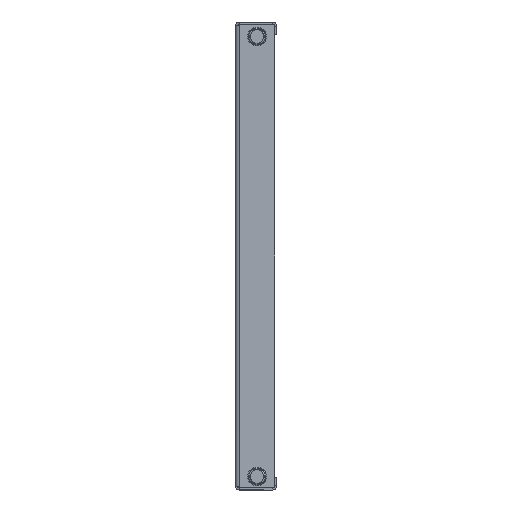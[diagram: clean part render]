
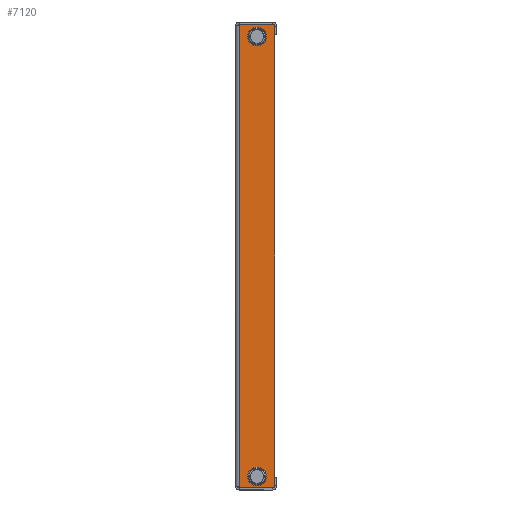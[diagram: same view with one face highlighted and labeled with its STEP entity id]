
A CAD part, left-side view. The second image highlights one B-rep face of the part: STEP entity #7120.
In plain terms, the highlighted planar face has unit normal (-1, 0, 0).
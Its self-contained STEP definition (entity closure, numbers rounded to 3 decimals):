
#104 = DIRECTION ( 'NONE',  ( 0., 1., 0. ) ) ;
#168 = CIRCLE ( 'NONE', #8954, 4.5 ) ;
#388 = DIRECTION ( 'NONE',  ( 1., 0., 0. ) ) ;
#451 = VERTEX_POINT ( 'NONE', #14949 ) ;
#515 = CARTESIAN_POINT ( 'NONE',  ( -247.5, -38., 224.5 ) ) ;
#964 = DIRECTION ( 'NONE',  ( 0., -1., 0. ) ) ;
#1371 = DIRECTION ( 'NONE',  ( 0., -1., 0. ) ) ;
#1447 = CARTESIAN_POINT ( 'NONE',  ( -247.5, -25.5, 212.5 ) ) ;
#1520 = CARTESIAN_POINT ( 'NONE',  ( -247.5, -16.5, -211.5 ) ) ;
#1631 = CARTESIAN_POINT ( 'NONE',  ( -247.5, -4., 224.5 ) ) ;
#1758 = ORIENTED_EDGE ( 'NONE', *, *, #10360, .T. ) ;
#2358 = VERTEX_POINT ( 'NONE', #13620 ) ;
#2375 = VECTOR ( 'NONE', #14324, 1000. ) ;
#2430 = CIRCLE ( 'NONE', #6112, 4.5 ) ;
#2840 = DIRECTION ( 'NONE',  ( 1., 0., 0. ) ) ;
#2865 = CARTESIAN_POINT ( 'NONE',  ( -247.5, -38., 223.793 ) ) ;
#3128 = CIRCLE ( 'NONE', #9588, 4.5 ) ;
#3218 = ORIENTED_EDGE ( 'NONE', *, *, #8983, .T. ) ;
#3428 = ORIENTED_EDGE ( 'NONE', *, *, #7678, .T. ) ;
#3515 = AXIS2_PLACEMENT_3D ( 'NONE', #4768, #12852, #5945 ) ;
#3988 = CARTESIAN_POINT ( 'NONE',  ( -247.5, -38., 224.5 ) ) ;
#4090 = VECTOR ( 'NONE', #964, 1000. ) ;
#4216 = EDGE_CURVE ( 'NONE', #5766, #4939, #7151, .T. ) ;
#4768 = CARTESIAN_POINT ( 'NONE',  ( -247.5, -21., -211.5 ) ) ;
#4939 = VERTEX_POINT ( 'NONE', #4958 ) ;
#4958 = CARTESIAN_POINT ( 'NONE',  ( -247.5, -38., -223.793 ) ) ;
#5018 = ORIENTED_EDGE ( 'NONE', *, *, #12868, .T. ) ;
#5460 = LINE ( 'NONE', #1631, #2375 ) ;
#5502 = CARTESIAN_POINT ( 'NONE',  ( -247.5, -25.5, -213.5 ) ) ;
#5607 = CARTESIAN_POINT ( 'NONE',  ( -247.5, -4., 223.793 ) ) ;
#5671 = EDGE_CURVE ( 'NONE', #14182, #4939, #10238, .T. ) ;
#5766 = VERTEX_POINT ( 'NONE', #6457 ) ;
#5889 = FACE_BOUND ( 'NONE', #8678, .T. ) ;
#5945 = DIRECTION ( 'NONE',  ( 0., 1., 0. ) ) ;
#6112 = AXIS2_PLACEMENT_3D ( 'NONE', #7315, #388, #8473 ) ;
#6275 = PLANE ( 'NONE',  #9004 ) ;
#6307 = DIRECTION ( 'NONE',  ( 0., 0., -1. ) ) ;
#6395 = CARTESIAN_POINT ( 'NONE',  ( -247.5, -21., 212.5 ) ) ;
#6457 = CARTESIAN_POINT ( 'NONE',  ( -247.5, -4., -223.793 ) ) ;
#6621 = DIRECTION ( 'NONE',  ( 0., 0., 1. ) ) ;
#6741 = VERTEX_POINT ( 'NONE', #11983 ) ;
#7015 = VECTOR ( 'NONE', #8978, 1000. ) ;
#7032 = DIRECTION ( 'NONE',  ( 1., 0., 0. ) ) ;
#7120 = ADVANCED_FACE ( 'NONE', ( #5889, #14746, #12746 ), #6275, .F. ) ;
#7130 = CARTESIAN_POINT ( 'NONE',  ( -247.5, -38., 223.793 ) ) ;
#7151 = LINE ( 'NONE', #14813, #4090 ) ;
#7315 = CARTESIAN_POINT ( 'NONE',  ( -247.5, -21., 212.5 ) ) ;
#7369 = LINE ( 'NONE', #7130, #9712 ) ;
#7378 = LINE ( 'NONE', #5502, #7015 ) ;
#7559 = DIRECTION ( 'NONE',  ( 0., 1., 0. ) ) ;
#7678 = EDGE_CURVE ( 'NONE', #451, #14037, #2430, .T. ) ;
#8473 = DIRECTION ( 'NONE',  ( 0., 1., 0. ) ) ;
#8589 = EDGE_LOOP ( 'NONE', ( #12267, #12502, #14513, #11194 ) ) ;
#8678 = EDGE_LOOP ( 'NONE', ( #11461, #5018, #10357, #1758 ) ) ;
#8954 = AXIS2_PLACEMENT_3D ( 'NONE', #13951, #7032, #104 ) ;
#8978 = DIRECTION ( 'NONE',  ( 0., 0., -1. ) ) ;
#8983 = EDGE_CURVE ( 'NONE', #14037, #451, #3128, .T. ) ;
#9004 = AXIS2_PLACEMENT_3D ( 'NONE', #515, #2840, #10908 ) ;
#9522 = EDGE_CURVE ( 'NONE', #5766, #13812, #5460, .T. ) ;
#9585 = VECTOR ( 'NONE', #6621, 1000. ) ;
#9588 = AXIS2_PLACEMENT_3D ( 'NONE', #6395, #14500, #7559 ) ;
#9712 = VECTOR ( 'NONE', #1371, 1000. ) ;
#10238 = LINE ( 'NONE', #3988, #12961 ) ;
#10306 = CIRCLE ( 'NONE', #3515, 4.5 ) ;
#10357 = ORIENTED_EDGE ( 'NONE', *, *, #11986, .T. ) ;
#10360 = EDGE_CURVE ( 'NONE', #11136, #2358, #10306, .T. ) ;
#10908 = DIRECTION ( 'NONE',  ( 0., 1., 0. ) ) ;
#11136 = VERTEX_POINT ( 'NONE', #1520 ) ;
#11194 = ORIENTED_EDGE ( 'NONE', *, *, #14621, .F. ) ;
#11206 = CARTESIAN_POINT ( 'NONE',  ( -247.5, -16.5, -213.5 ) ) ;
#11461 = ORIENTED_EDGE ( 'NONE', *, *, #13752, .T. ) ;
#11983 = CARTESIAN_POINT ( 'NONE',  ( -247.5, -25.5, -213.5 ) ) ;
#11986 = EDGE_CURVE ( 'NONE', #14847, #11136, #12667, .T. ) ;
#12119 = CARTESIAN_POINT ( 'NONE',  ( -247.5, -16.5, -213.5 ) ) ;
#12267 = ORIENTED_EDGE ( 'NONE', *, *, #9522, .F. ) ;
#12502 = ORIENTED_EDGE ( 'NONE', *, *, #4216, .T. ) ;
#12667 = LINE ( 'NONE', #11206, #9585 ) ;
#12746 = FACE_OUTER_BOUND ( 'NONE', #8589, .T. ) ;
#12852 = DIRECTION ( 'NONE',  ( 1., 0., 0. ) ) ;
#12868 = EDGE_CURVE ( 'NONE', #6741, #14847, #168, .T. ) ;
#12961 = VECTOR ( 'NONE', #6307, 1000. ) ;
#13481 = EDGE_LOOP ( 'NONE', ( #3428, #3218 ) ) ;
#13620 = CARTESIAN_POINT ( 'NONE',  ( -247.5, -25.5, -211.5 ) ) ;
#13752 = EDGE_CURVE ( 'NONE', #2358, #6741, #7378, .T. ) ;
#13812 = VERTEX_POINT ( 'NONE', #5607 ) ;
#13951 = CARTESIAN_POINT ( 'NONE',  ( -247.5, -21., -213.5 ) ) ;
#14037 = VERTEX_POINT ( 'NONE', #1447 ) ;
#14182 = VERTEX_POINT ( 'NONE', #2865 ) ;
#14324 = DIRECTION ( 'NONE',  ( 0., 0., 1. ) ) ;
#14500 = DIRECTION ( 'NONE',  ( 1., 0., 0. ) ) ;
#14513 = ORIENTED_EDGE ( 'NONE', *, *, #5671, .F. ) ;
#14621 = EDGE_CURVE ( 'NONE', #13812, #14182, #7369, .T. ) ;
#14746 = FACE_BOUND ( 'NONE', #13481, .T. ) ;
#14813 = CARTESIAN_POINT ( 'NONE',  ( -247.5, -38., -223.793 ) ) ;
#14847 = VERTEX_POINT ( 'NONE', #12119 ) ;
#14949 = CARTESIAN_POINT ( 'NONE',  ( -247.5, -16.5, 212.5 ) ) ;
